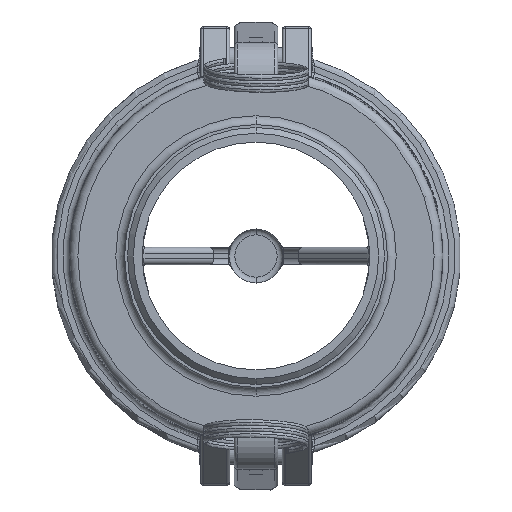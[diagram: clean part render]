
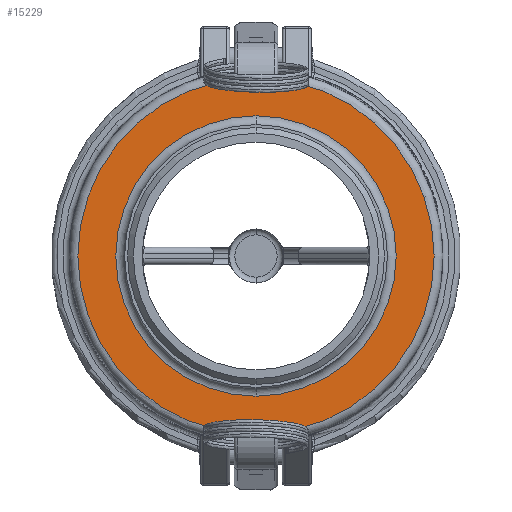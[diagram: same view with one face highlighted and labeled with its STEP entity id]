
A CAD part, left-side view. The second image highlights one B-rep face of the part: STEP entity #15229.
In plain terms, the highlighted planar face has unit normal (-1, 0, 0).
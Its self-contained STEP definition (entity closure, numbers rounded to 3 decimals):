
#4488 = EDGE_CURVE ( 'NONE', #57387, #57669, #30840, .T. ) ;
#4571 = EDGE_CURVE ( 'NONE', #57209, #56478, #30833, .T. ) ;
#7287 = CIRCLE ( 'NONE', #51483, 48. ) ;
#9333 = AXIS2_PLACEMENT_3D ( 'NONE', #42818, #42611, #43056 ) ;
#12605 = EDGE_CURVE ( 'NONE', #57598, #56741, #17913, .T. ) ;
#12681 = EDGE_CURVE ( 'NONE', #56478, #57598, #17365, .T. ) ;
#13197 = EDGE_CURVE ( 'NONE', #56741, #57209, #17093, .T. ) ;
#15229 = ADVANCED_FACE ( 'NONE', ( #40182, #40246 ), #42939, .F. ) ;
#17093 = CIRCLE ( 'NONE', #25757, 61. ) ;
#17365 = CIRCLE ( 'NONE', #25846, 61. ) ;
#17913 = LINE ( 'NONE', #55567, #17920 ) ;
#17920 = VECTOR ( 'NONE', #55672, 1000. ) ;
#18705 = DIRECTION ( 'NONE',  ( 1., 0., 0. ) ) ;
#18706 = DIRECTION ( 'NONE',  ( 0., 0., -1. ) ) ;
#18805 = CARTESIAN_POINT ( 'NONE',  ( -5.872, -1.416, 0. ) ) ;
#19967 = EDGE_CURVE ( 'NONE', #57669, #57387, #7287, .T. ) ;
#25015 = CARTESIAN_POINT ( 'NONE',  ( -5.872, -15.191, -59.5 ) ) ;
#25057 = DIRECTION ( 'NONE',  ( 0., -1., 0. ) ) ;
#25112 = CARTESIAN_POINT ( 'NONE',  ( -5.872, -1.416, 0. ) ) ;
#25442 = DIRECTION ( 'NONE',  ( 0., 0., -1. ) ) ;
#25443 = DIRECTION ( 'NONE',  ( 1., 0., 0. ) ) ;
#25757 = AXIS2_PLACEMENT_3D ( 'NONE', #45507, #47011, #47319 ) ;
#25846 = AXIS2_PLACEMENT_3D ( 'NONE', #55188, #55107, #55111 ) ;
#26121 = AXIS2_PLACEMENT_3D ( 'NONE', #25112, #25443, #25442 ) ;
#30078 = ORIENTED_EDGE ( 'NONE', *, *, #13197, .T. ) ;
#30237 = ORIENTED_EDGE ( 'NONE', *, *, #4488, .T. ) ;
#30388 = ORIENTED_EDGE ( 'NONE', *, *, #12681, .T. ) ;
#30510 = ORIENTED_EDGE ( 'NONE', *, *, #4571, .T. ) ;
#30833 = LINE ( 'NONE', #25015, #31214 ) ;
#30840 = CIRCLE ( 'NONE', #26121, 48. ) ;
#31214 = VECTOR ( 'NONE', #25057, 1000. ) ;
#35218 = ORIENTED_EDGE ( 'NONE', *, *, #12605, .T. ) ;
#35225 = ORIENTED_EDGE ( 'NONE', *, *, #19967, .T. ) ;
#40182 = FACE_BOUND ( 'NONE', #59938, .T. ) ;
#40246 = FACE_OUTER_BOUND ( 'NONE', #59548, .T. ) ;
#40797 = CARTESIAN_POINT ( 'NONE',  ( -5.872, -1.416, 48. ) ) ;
#40848 = CARTESIAN_POINT ( 'NONE',  ( -5.872, -1.416, -48. ) ) ;
#41261 = CARTESIAN_POINT ( 'NONE',  ( -5.872, 12.028, 59.5 ) ) ;
#41382 = CARTESIAN_POINT ( 'NONE',  ( -5.872, -14.861, 59.5 ) ) ;
#41547 = CARTESIAN_POINT ( 'NONE',  ( -5.872, -14.861, -59.5 ) ) ;
#41944 = CARTESIAN_POINT ( 'NONE',  ( -5.872, 12.028, -59.5 ) ) ;
#42611 = DIRECTION ( 'NONE',  ( 1., 0., 0. ) ) ;
#42818 = CARTESIAN_POINT ( 'NONE',  ( -5.872, 62.584, 0. ) ) ;
#42939 = PLANE ( 'NONE',  #9333 ) ;
#43056 = DIRECTION ( 'NONE',  ( 0., 0., -1. ) ) ;
#45507 = CARTESIAN_POINT ( 'NONE',  ( -5.872, -1.416, 0. ) ) ;
#47011 = DIRECTION ( 'NONE',  ( -1., 0., 0. ) ) ;
#47319 = DIRECTION ( 'NONE',  ( 0., 0., -1. ) ) ;
#51483 = AXIS2_PLACEMENT_3D ( 'NONE', #18805, #18705, #18706 ) ;
#55107 = DIRECTION ( 'NONE',  ( -1., 0., 0. ) ) ;
#55111 = DIRECTION ( 'NONE',  ( 0., 0., -1. ) ) ;
#55188 = CARTESIAN_POINT ( 'NONE',  ( -5.872, -1.416, 0. ) ) ;
#55567 = CARTESIAN_POINT ( 'NONE',  ( -5.872, 12.359, 59.5 ) ) ;
#55672 = DIRECTION ( 'NONE',  ( 0., 1., 0. ) ) ;
#56478 = VERTEX_POINT ( 'NONE', #41547 ) ;
#56741 = VERTEX_POINT ( 'NONE', #41261 ) ;
#57209 = VERTEX_POINT ( 'NONE', #41944 ) ;
#57387 = VERTEX_POINT ( 'NONE', #40848 ) ;
#57598 = VERTEX_POINT ( 'NONE', #41382 ) ;
#57669 = VERTEX_POINT ( 'NONE', #40797 ) ;
#59548 = EDGE_LOOP ( 'NONE', ( #30510, #30388, #35218, #30078 ) ) ;
#59938 = EDGE_LOOP ( 'NONE', ( #30237, #35225 ) ) ;
